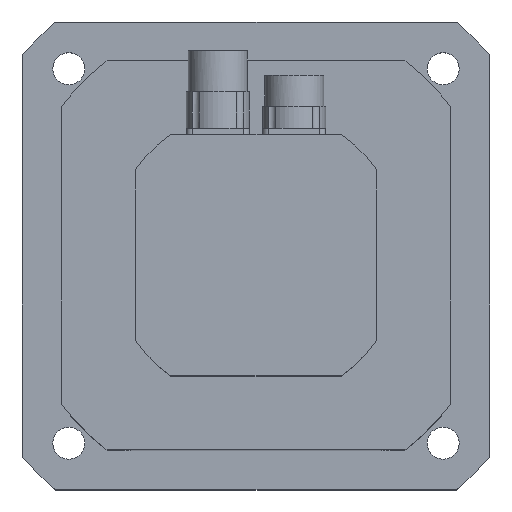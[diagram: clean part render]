
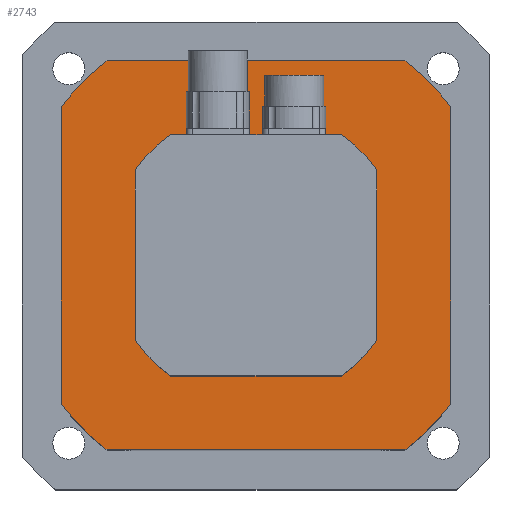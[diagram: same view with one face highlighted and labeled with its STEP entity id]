
A CAD part, top view. The second image highlights one B-rep face of the part: STEP entity #2743.
In plain terms, the highlighted planar face has unit normal (0, 0, 1).
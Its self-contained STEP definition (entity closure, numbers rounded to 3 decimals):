
#1928=CARTESIAN_POINT('',(-60.492,79.0,0.0));
#1929=VERTEX_POINT('',#1928);
#1936=CARTESIAN_POINT('',(60.492,79.0,0.0));
#1937=VERTEX_POINT('',#1936);
#1938=CARTESIAN_POINT('',(60.492,79.0,0.0));
#1939=DIRECTION('',(-1.0,0.0,0.0));
#1940=VECTOR('',#1939,120.983);
#1941=LINE('',#1938,#1940);
#1942=EDGE_CURVE('',#1937,#1929,#1941,.T.);
#2009=CARTESIAN_POINT('',(-79.0,-60.492,0.0));
#2010=VERTEX_POINT('',#2009);
#2017=CARTESIAN_POINT('',(-79.,60.492,0.0));
#2018=VERTEX_POINT('',#2017);
#2019=CARTESIAN_POINT('',(-79.,60.492,0.0));
#2020=DIRECTION('',(0.0,-1.0,0.0));
#2021=VECTOR('',#2020,120.983);
#2022=LINE('',#2019,#2021);
#2023=EDGE_CURVE('',#2018,#2010,#2022,.T.);
#2044=CARTESIAN_POINT('',(60.492,-79.,0.0));
#2045=VERTEX_POINT('',#2044);
#2052=CARTESIAN_POINT('',(-60.492,-79.0,0.0));
#2053=VERTEX_POINT('',#2052);
#2054=CARTESIAN_POINT('',(-60.492,-79.0,0.0));
#2055=DIRECTION('',(1.0,0.0,0.0));
#2056=VECTOR('',#2055,120.983);
#2057=LINE('',#2054,#2056);
#2058=EDGE_CURVE('',#2053,#2045,#2057,.T.);
#2076=CARTESIAN_POINT('',(79.0,60.492,0.0));
#2077=VERTEX_POINT('',#2076);
#2084=CARTESIAN_POINT('',(79.,-60.492,0.0));
#2085=VERTEX_POINT('',#2084);
#2086=CARTESIAN_POINT('',(79.,-60.492,0.0));
#2087=DIRECTION('',(0.0,1.0,0.0));
#2088=VECTOR('',#2087,120.983);
#2089=LINE('',#2086,#2088);
#2090=EDGE_CURVE('',#2085,#2077,#2089,.T.);
#2465=CARTESIAN_POINT('',(0.0,0.0,0.0));
#2466=DIRECTION('',(0.0,0.0,1.0));
#2467=DIRECTION('',(1.0,0.0,0.0));
#2468=AXIS2_PLACEMENT_3D('',#2465,#2466,#2467);
#2469=CIRCLE('',#2468,99.5);
#2470=EDGE_CURVE('',#2077,#1937,#2469,.T.);
#2483=CARTESIAN_POINT('',(0.0,0.0,0.0));
#2484=DIRECTION('',(0.0,0.0,1.0));
#2485=DIRECTION('',(1.0,0.0,0.0));
#2486=AXIS2_PLACEMENT_3D('',#2483,#2484,#2485);
#2487=CIRCLE('',#2486,99.5);
#2488=EDGE_CURVE('',#1929,#2018,#2487,.T.);
#2501=CARTESIAN_POINT('',(0.0,0.0,0.0));
#2502=DIRECTION('',(0.0,0.0,1.0));
#2503=DIRECTION('',(1.0,0.0,0.0));
#2504=AXIS2_PLACEMENT_3D('',#2501,#2502,#2503);
#2505=CIRCLE('',#2504,99.5);
#2506=EDGE_CURVE('',#2010,#2053,#2505,.T.);
#2519=CARTESIAN_POINT('',(0.0,0.0,0.0));
#2520=DIRECTION('',(0.0,0.0,1.0));
#2521=DIRECTION('',(1.0,0.0,0.0));
#2522=AXIS2_PLACEMENT_3D('',#2519,#2520,#2521);
#2523=CIRCLE('',#2522,99.5);
#2524=EDGE_CURVE('',#2045,#2085,#2523,.T.);
#2530=CARTESIAN_POINT('',(0.0,0.0,0.0));
#2531=DIRECTION('',(0.0,0.0,1.0));
#2532=DIRECTION('',(1.0,0.0,0.0));
#2533=AXIS2_PLACEMENT_3D('',#2530,#2531,#2532);
#2534=PLANE('',#2533);
#2535=ORIENTED_EDGE('',*,*,#2058,.T.);
#2536=ORIENTED_EDGE('',*,*,#2524,.T.);
#2537=ORIENTED_EDGE('',*,*,#2090,.T.);
#2538=ORIENTED_EDGE('',*,*,#2470,.T.);
#2539=ORIENTED_EDGE('',*,*,#1942,.T.);
#2540=ORIENTED_EDGE('',*,*,#2488,.T.);
#2541=ORIENTED_EDGE('',*,*,#2023,.T.);
#2542=ORIENTED_EDGE('',*,*,#2506,.T.);
#2543=EDGE_LOOP('',(#2535,#2536,#2537,#2538,#2539,#2540,#2541,#2542));
#2544=FACE_OUTER_BOUND('',#2543,.T.);
#2545=CARTESIAN_POINT('',(34.627,-49.,0.0));
#2546=VERTEX_POINT('',#2545);
#2547=CARTESIAN_POINT('',(-34.627,-49.,0.0));
#2548=VERTEX_POINT('',#2547);
#2549=CARTESIAN_POINT('',(34.627,-49.,0.0));
#2550=DIRECTION('',(-1.0,0.0,0.0));
#2551=VECTOR('',#2550,69.253);
#2552=LINE('',#2549,#2551);
#2553=EDGE_CURVE('',#2546,#2548,#2552,.T.);
#2554=ORIENTED_EDGE('',*,*,#2553,.T.);
#2555=CARTESIAN_POINT('',(-49.,-34.627,0.0));
#2556=VERTEX_POINT('',#2555);
#2557=CARTESIAN_POINT('',(0.0,0.0,0.0));
#2558=DIRECTION('',(0.0,0.0,-1.0));
#2559=DIRECTION('',(-1.0,0.0,0.0));
#2560=AXIS2_PLACEMENT_3D('',#2557,#2558,#2559);
#2561=CIRCLE('',#2560,60.0);
#2562=EDGE_CURVE('',#2548,#2556,#2561,.T.);
#2563=ORIENTED_EDGE('',*,*,#2562,.T.);
#2564=CARTESIAN_POINT('',(-49.0,-26.0,0.0));
#2565=VERTEX_POINT('',#2564);
#2566=CARTESIAN_POINT('',(-49.,-34.627,0.0));
#2567=DIRECTION('',(0.0,1.0,0.0));
#2568=VECTOR('',#2567,8.627);
#2569=LINE('',#2566,#2568);
#2570=EDGE_CURVE('',#2556,#2565,#2569,.T.);
#2571=ORIENTED_EDGE('',*,*,#2570,.T.);
#2572=CARTESIAN_POINT('',(-47.5,-26.0,0.0));
#2573=VERTEX_POINT('',#2572);
#2574=CARTESIAN_POINT('',(-49.0,-26.0,0.0));
#2575=DIRECTION('',(1.0,0.0,0.0));
#2576=VECTOR('',#2575,1.5);
#2577=LINE('',#2574,#2576);
#2578=EDGE_CURVE('',#2565,#2573,#2577,.T.);
#2579=ORIENTED_EDGE('',*,*,#2578,.T.);
#2580=CARTESIAN_POINT('',(-47.5,-18.0,0.0));
#2581=VERTEX_POINT('',#2580);
#2582=CARTESIAN_POINT('',(-47.5,-26.0,0.0));
#2583=DIRECTION('',(0.0,1.0,0.0));
#2584=VECTOR('',#2583,8.0);
#2585=LINE('',#2582,#2584);
#2586=EDGE_CURVE('',#2573,#2581,#2585,.T.);
#2587=ORIENTED_EDGE('',*,*,#2586,.T.);
#2588=CARTESIAN_POINT('',(-49.,-18.0,0.0));
#2589=VERTEX_POINT('',#2588);
#2590=CARTESIAN_POINT('',(-47.5,-18.0,0.0));
#2591=DIRECTION('',(-1.0,0.0,0.0));
#2592=VECTOR('',#2591,1.5);
#2593=LINE('',#2590,#2592);
#2594=EDGE_CURVE('',#2581,#2589,#2593,.T.);
#2595=ORIENTED_EDGE('',*,*,#2594,.T.);
#2596=CARTESIAN_POINT('',(-49.,18.0,0.0));
#2597=VERTEX_POINT('',#2596);
#2598=CARTESIAN_POINT('',(-49.,-18.0,0.0));
#2599=DIRECTION('',(0.0,1.0,0.0));
#2600=VECTOR('',#2599,36.0);
#2601=LINE('',#2598,#2600);
#2602=EDGE_CURVE('',#2589,#2597,#2601,.T.);
#2603=ORIENTED_EDGE('',*,*,#2602,.T.);
#2604=CARTESIAN_POINT('',(-47.5,18.0,0.0));
#2605=VERTEX_POINT('',#2604);
#2606=CARTESIAN_POINT('',(-49.,18.0,0.0));
#2607=DIRECTION('',(1.0,0.0,0.0));
#2608=VECTOR('',#2607,1.5);
#2609=LINE('',#2606,#2608);
#2610=EDGE_CURVE('',#2597,#2605,#2609,.T.);
#2611=ORIENTED_EDGE('',*,*,#2610,.T.);
#2612=CARTESIAN_POINT('',(-47.5,26.0,0.0));
#2613=VERTEX_POINT('',#2612);
#2614=CARTESIAN_POINT('',(-47.5,18.0,0.0));
#2615=DIRECTION('',(0.0,1.0,0.0));
#2616=VECTOR('',#2615,8.0);
#2617=LINE('',#2614,#2616);
#2618=EDGE_CURVE('',#2605,#2613,#2617,.T.);
#2619=ORIENTED_EDGE('',*,*,#2618,.T.);
#2620=CARTESIAN_POINT('',(-49.0,26.0,0.0));
#2621=VERTEX_POINT('',#2620);
#2622=CARTESIAN_POINT('',(-47.5,26.0,0.0));
#2623=DIRECTION('',(-1.0,0.0,0.0));
#2624=VECTOR('',#2623,1.5);
#2625=LINE('',#2622,#2624);
#2626=EDGE_CURVE('',#2613,#2621,#2625,.T.);
#2627=ORIENTED_EDGE('',*,*,#2626,.T.);
#2628=CARTESIAN_POINT('',(-49.0,34.627,0.0));
#2629=VERTEX_POINT('',#2628);
#2630=CARTESIAN_POINT('',(-49.0,26.0,0.0));
#2631=DIRECTION('',(0.0,1.0,0.0));
#2632=VECTOR('',#2631,8.627);
#2633=LINE('',#2630,#2632);
#2634=EDGE_CURVE('',#2621,#2629,#2633,.T.);
#2635=ORIENTED_EDGE('',*,*,#2634,.T.);
#2636=CARTESIAN_POINT('',(-34.627,49.0,0.0));
#2637=VERTEX_POINT('',#2636);
#2638=CARTESIAN_POINT('',(0.0,0.0,0.0));
#2639=DIRECTION('',(0.0,0.0,-1.0));
#2640=DIRECTION('',(-1.0,0.0,0.0));
#2641=AXIS2_PLACEMENT_3D('',#2638,#2639,#2640);
#2642=CIRCLE('',#2641,60.0);
#2643=EDGE_CURVE('',#2629,#2637,#2642,.T.);
#2644=ORIENTED_EDGE('',*,*,#2643,.T.);
#2645=CARTESIAN_POINT('',(34.627,49.0,0.0));
#2646=VERTEX_POINT('',#2645);
#2647=CARTESIAN_POINT('',(-34.627,49.0,0.0));
#2648=DIRECTION('',(1.0,0.0,0.0));
#2649=VECTOR('',#2648,69.253);
#2650=LINE('',#2647,#2649);
#2651=EDGE_CURVE('',#2637,#2646,#2650,.T.);
#2652=ORIENTED_EDGE('',*,*,#2651,.T.);
#2653=CARTESIAN_POINT('',(49.0,34.627,0.0));
#2654=VERTEX_POINT('',#2653);
#2655=CARTESIAN_POINT('',(0.0,0.0,0.0));
#2656=DIRECTION('',(0.0,0.0,-1.0));
#2657=DIRECTION('',(-1.0,0.0,0.0));
#2658=AXIS2_PLACEMENT_3D('',#2655,#2656,#2657);
#2659=CIRCLE('',#2658,60.0);
#2660=EDGE_CURVE('',#2646,#2654,#2659,.T.);
#2661=ORIENTED_EDGE('',*,*,#2660,.T.);
#2662=CARTESIAN_POINT('',(49.0,26.0,0.0));
#2663=VERTEX_POINT('',#2662);
#2664=CARTESIAN_POINT('',(49.0,34.627,0.0));
#2665=DIRECTION('',(0.0,-1.0,0.0));
#2666=VECTOR('',#2665,8.627);
#2667=LINE('',#2664,#2666);
#2668=EDGE_CURVE('',#2654,#2663,#2667,.T.);
#2669=ORIENTED_EDGE('',*,*,#2668,.T.);
#2670=CARTESIAN_POINT('',(47.5,26.0,0.0));
#2671=VERTEX_POINT('',#2670);
#2672=CARTESIAN_POINT('',(49.0,26.0,0.0));
#2673=DIRECTION('',(-1.0,0.0,0.0));
#2674=VECTOR('',#2673,1.5);
#2675=LINE('',#2672,#2674);
#2676=EDGE_CURVE('',#2663,#2671,#2675,.T.);
#2677=ORIENTED_EDGE('',*,*,#2676,.T.);
#2678=CARTESIAN_POINT('',(47.5,18.0,0.0));
#2679=VERTEX_POINT('',#2678);
#2680=CARTESIAN_POINT('',(47.5,26.0,0.0));
#2681=DIRECTION('',(0.0,-1.0,0.0));
#2682=VECTOR('',#2681,8.0);
#2683=LINE('',#2680,#2682);
#2684=EDGE_CURVE('',#2671,#2679,#2683,.T.);
#2685=ORIENTED_EDGE('',*,*,#2684,.T.);
#2686=CARTESIAN_POINT('',(49.,18.0,0.0));
#2687=VERTEX_POINT('',#2686);
#2688=CARTESIAN_POINT('',(47.5,18.0,0.0));
#2689=DIRECTION('',(1.0,0.0,0.0));
#2690=VECTOR('',#2689,1.5);
#2691=LINE('',#2688,#2690);
#2692=EDGE_CURVE('',#2679,#2687,#2691,.T.);
#2693=ORIENTED_EDGE('',*,*,#2692,.T.);
#2694=CARTESIAN_POINT('',(49.,-18.0,0.0));
#2695=VERTEX_POINT('',#2694);
#2696=CARTESIAN_POINT('',(49.,18.0,0.0));
#2697=DIRECTION('',(0.0,-1.0,0.0));
#2698=VECTOR('',#2697,36.0);
#2699=LINE('',#2696,#2698);
#2700=EDGE_CURVE('',#2687,#2695,#2699,.T.);
#2701=ORIENTED_EDGE('',*,*,#2700,.T.);
#2702=CARTESIAN_POINT('',(47.5,-18.0,0.0));
#2703=VERTEX_POINT('',#2702);
#2704=CARTESIAN_POINT('',(49.,-18.0,0.0));
#2705=DIRECTION('',(-1.0,0.0,0.0));
#2706=VECTOR('',#2705,1.5);
#2707=LINE('',#2704,#2706);
#2708=EDGE_CURVE('',#2695,#2703,#2707,.T.);
#2709=ORIENTED_EDGE('',*,*,#2708,.T.);
#2710=CARTESIAN_POINT('',(47.5,-26.0,0.0));
#2711=VERTEX_POINT('',#2710);
#2712=CARTESIAN_POINT('',(47.5,-18.0,0.0));
#2713=DIRECTION('',(0.0,-1.0,0.0));
#2714=VECTOR('',#2713,8.0);
#2715=LINE('',#2712,#2714);
#2716=EDGE_CURVE('',#2703,#2711,#2715,.T.);
#2717=ORIENTED_EDGE('',*,*,#2716,.T.);
#2718=CARTESIAN_POINT('',(49.0,-26.0,0.0));
#2719=VERTEX_POINT('',#2718);
#2720=CARTESIAN_POINT('',(47.5,-26.0,0.0));
#2721=DIRECTION('',(1.0,0.0,0.0));
#2722=VECTOR('',#2721,1.5);
#2723=LINE('',#2720,#2722);
#2724=EDGE_CURVE('',#2711,#2719,#2723,.T.);
#2725=ORIENTED_EDGE('',*,*,#2724,.T.);
#2726=CARTESIAN_POINT('',(49.0,-34.627,0.0));
#2727=VERTEX_POINT('',#2726);
#2728=CARTESIAN_POINT('',(49.0,-26.0,0.0));
#2729=DIRECTION('',(0.0,-1.0,0.0));
#2730=VECTOR('',#2729,8.627);
#2731=LINE('',#2728,#2730);
#2732=EDGE_CURVE('',#2719,#2727,#2731,.T.);
#2733=ORIENTED_EDGE('',*,*,#2732,.T.);
#2734=CARTESIAN_POINT('',(0.0,0.0,0.0));
#2735=DIRECTION('',(0.0,0.0,-1.0));
#2736=DIRECTION('',(-1.0,0.0,0.0));
#2737=AXIS2_PLACEMENT_3D('',#2734,#2735,#2736);
#2738=CIRCLE('',#2737,60.0);
#2739=EDGE_CURVE('',#2727,#2546,#2738,.T.);
#2740=ORIENTED_EDGE('',*,*,#2739,.T.);
#2741=EDGE_LOOP('',(#2554,#2563,#2571,#2579,#2587,#2595,#2603,#2611,#2619,#2627,#2635,#2644,#2652,#2661,#2669,#2677,#2685,#2693,#2701,#2709,#2717,#2725,#2733,#2740));
#2742=FACE_BOUND('',#2741,.T.);
#2743=ADVANCED_FACE('',(#2544,#2742),#2534,.T.);
